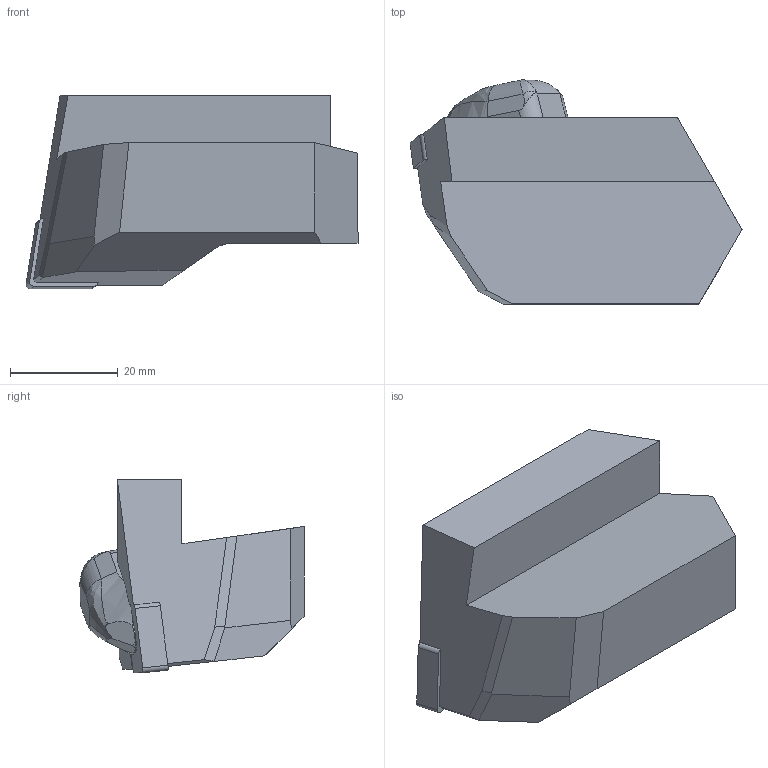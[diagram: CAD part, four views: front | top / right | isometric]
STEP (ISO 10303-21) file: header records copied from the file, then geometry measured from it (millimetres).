
FILE_DESCRIPTION(/* description */ (''),/* implementation_level */ '2;1');
FILE_NAME(/* name */ '1564044940385.stp',/* time_stamp */ '2019-07-25T10:55:46+02:00',/* author */ (''),/* organization */ ('SMS'),/* preprocessor_version */ 'ST-DEVELOPER v16.7',/* originating_system */ 'SIEMENS PLM Software NX 12.0',/* authorisation */ '');
FILE_SCHEMA (('AUTOMOTIVE_DESIGN { 1 0 10303 214 3 1 1 1 }'));
Length unit declared in the file: millimetre
Products named in the file (4): IsoTurningInsert; 202481052mod000_00; ASSEMBLY_CONSTRUCTION; 111173458mod000_01
Assembly tree (3 placements, depth 2):
  111173458mod000_01
    ASSEMBLY_CONSTRUCTION
    202481052mod000_00
    IsoTurningInsert
Bounding box: 61.71 x 41.66 x 36 mm (x, y, z)
Volume: 41207.6 mm3; surface area: 9002.7 mm2
Topology: 2 solids, 2 shells, 65 faces, 185 edges, 130 vertices
Faces by surface type: plane 42, cylinder 14, bspline 9
Full cylindrical faces by diameter (mm): 5.156 x2
Entity records: 2637 total; most frequent: CARTESIAN_POINT 869, ORIENTED_EDGE 362, DIRECTION 303, EDGE_CURVE 181, VERTEX_POINT 121, LINE 109, VECTOR 109, AXIS2_PLACEMENT_3D 97
